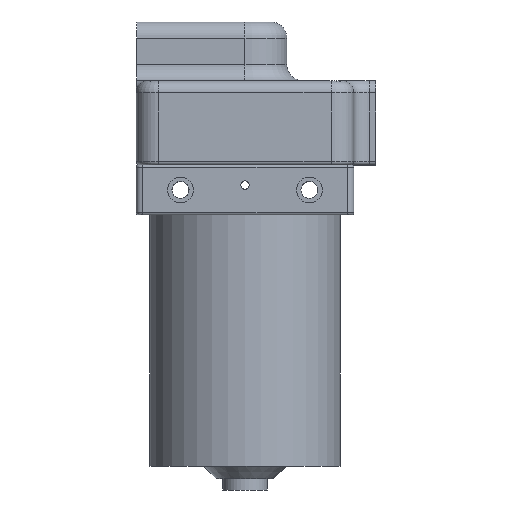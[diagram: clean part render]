
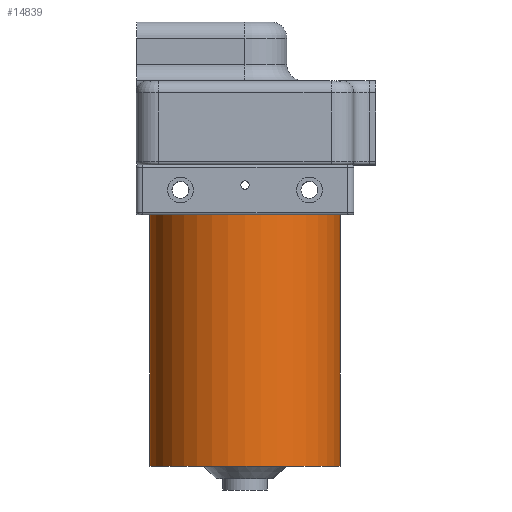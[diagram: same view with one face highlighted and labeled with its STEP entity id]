
A CAD part, left-side view. The second image highlights one B-rep face of the part: STEP entity #14839.
In plain terms, the highlighted cylindrical face has radius 37.465 mm (diameter 74.93 mm), a partial arc.
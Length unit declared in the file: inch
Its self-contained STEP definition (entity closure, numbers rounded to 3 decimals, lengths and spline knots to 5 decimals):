
#197 = AXIS2_PLACEMENT_3D ( 'NONE', #15197, #355, #5226 ) ;
#253 = EDGE_LOOP ( 'NONE', ( #4761, #21156, #20910, #20292 ) ) ;
#355 = DIRECTION ( 'NONE',  ( 0., -1., 0. ) ) ;
#1037 = EDGE_CURVE ( 'NONE', #5424, #13646, #18035, .T. ) ;
#1388 = AXIS2_PLACEMENT_3D ( 'NONE', #9115, #17151, #20470 ) ;
#4065 = LINE ( 'NONE', #20040, #6804 ) ;
#4761 = ORIENTED_EDGE ( 'NONE', *, *, #11451, .F. ) ;
#5226 = DIRECTION ( 'NONE',  ( 0., 0., -1. ) ) ;
#5424 = VERTEX_POINT ( 'NONE', #7969 ) ;
#6541 = CARTESIAN_POINT ( 'NONE',  ( 0., 3.9, 1.475 ) ) ;
#6544 = LINE ( 'NONE', #21233, #7279 ) ;
#6804 = VECTOR ( 'NONE', #16932, 39.37008 ) ;
#7279 = VECTOR ( 'NONE', #9562, 39.37008 ) ;
#7969 = CARTESIAN_POINT ( 'NONE',  ( 0., 0., 1.475 ) ) ;
#8692 = FACE_OUTER_BOUND ( 'NONE', #253, .T. ) ;
#9115 = CARTESIAN_POINT ( 'NONE',  ( 0., 0., 0. ) ) ;
#9562 = DIRECTION ( 'NONE',  ( 0., -1., 0. ) ) ;
#10729 = CYLINDRICAL_SURFACE ( 'NONE', #1388, 1.475 ) ;
#10843 = CARTESIAN_POINT ( 'NONE',  ( 0., 0., -1.475 ) ) ;
#11451 = EDGE_CURVE ( 'NONE', #15300, #5424, #4065, .T. ) ;
#11477 = CARTESIAN_POINT ( 'NONE',  ( 0., 3.9, -1.475 ) ) ;
#11690 = DIRECTION ( 'NONE',  ( 0., -1., 0. ) ) ;
#13055 = CIRCLE ( 'NONE', #15795, 1.475 ) ;
#13646 = VERTEX_POINT ( 'NONE', #10843 ) ;
#14839 = ADVANCED_FACE ( 'NONE', ( #8692 ), #10729, .T. ) ;
#15197 = CARTESIAN_POINT ( 'NONE',  ( 0., 0., 0. ) ) ;
#15300 = VERTEX_POINT ( 'NONE', #6541 ) ;
#15337 = EDGE_CURVE ( 'NONE', #15300, #18687, #13055, .T. ) ;
#15795 = AXIS2_PLACEMENT_3D ( 'NONE', #19834, #11690, #19634 ) ;
#16932 = DIRECTION ( 'NONE',  ( 0., -1., 0. ) ) ;
#17151 = DIRECTION ( 'NONE',  ( 0., -1., 0. ) ) ;
#17799 = EDGE_CURVE ( 'NONE', #18687, #13646, #6544, .T. ) ;
#18035 = CIRCLE ( 'NONE', #197, 1.475 ) ;
#18687 = VERTEX_POINT ( 'NONE', #11477 ) ;
#19634 = DIRECTION ( 'NONE',  ( 0., 0., -1. ) ) ;
#19834 = CARTESIAN_POINT ( 'NONE',  ( 0., 3.9, 0. ) ) ;
#20040 = CARTESIAN_POINT ( 'NONE',  ( 0., 0., 1.475 ) ) ;
#20292 = ORIENTED_EDGE ( 'NONE', *, *, #1037, .F. ) ;
#20470 = DIRECTION ( 'NONE',  ( 0., 0., -1. ) ) ;
#20910 = ORIENTED_EDGE ( 'NONE', *, *, #17799, .T. ) ;
#21156 = ORIENTED_EDGE ( 'NONE', *, *, #15337, .T. ) ;
#21233 = CARTESIAN_POINT ( 'NONE',  ( 0., 0., -1.475 ) ) ;
